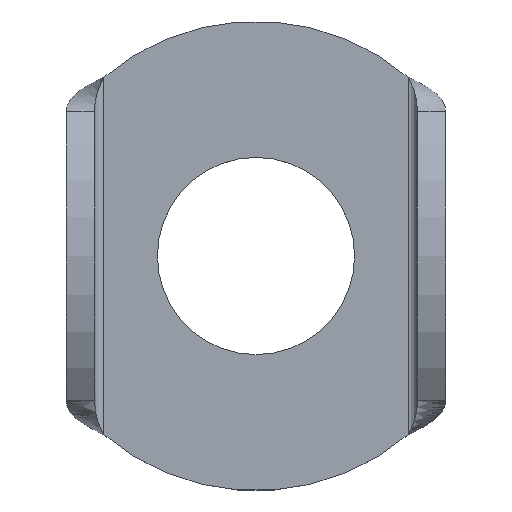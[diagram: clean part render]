
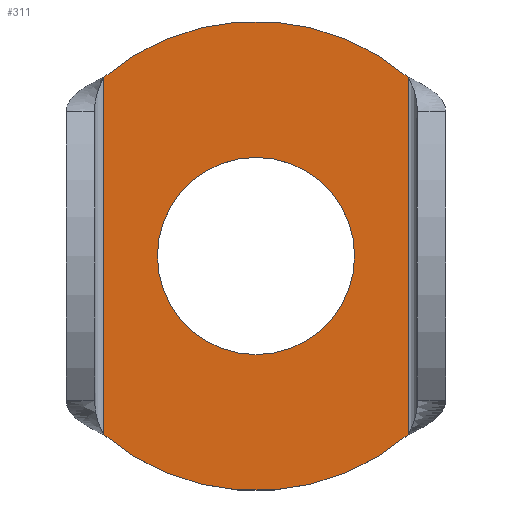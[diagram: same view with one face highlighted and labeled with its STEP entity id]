
A CAD part, top view. The second image highlights one B-rep face of the part: STEP entity #311.
In plain terms, the highlighted planar face has unit normal (0, 0, 1).
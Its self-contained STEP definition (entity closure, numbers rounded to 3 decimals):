
#16=FACE_BOUND('',#71,.T.);
#20=CIRCLE('',#350,12.5);
#21=CIRCLE('',#352,12.5);
#22=CIRCLE('',#354,5.25);
#23=CIRCLE('',#355,5.25);
#29=PLANE('',#353);
#50=FACE_OUTER_BOUND('',#70,.T.);
#70=EDGE_LOOP('',(#249,#250,#251,#252));
#71=EDGE_LOOP('',(#253,#254));
#93=LINE('',#833,#118);
#100=LINE('',#856,#125);
#118=VECTOR('',#385,10.);
#125=VECTOR('',#410,10.);
#145=VERTEX_POINT('',#625);
#150=VERTEX_POINT('',#813);
#156=VERTEX_POINT('',#844);
#159=VERTEX_POINT('',#852);
#160=VERTEX_POINT('',#857);
#161=VERTEX_POINT('',#858);
#182=EDGE_CURVE('',#145,#150,#93,.T.);
#188=EDGE_CURVE('',#145,#156,#20,.T.);
#193=EDGE_CURVE('',#159,#150,#21,.T.);
#194=EDGE_CURVE('',#159,#156,#100,.T.);
#195=EDGE_CURVE('',#160,#161,#22,.T.);
#196=EDGE_CURVE('',#161,#160,#23,.T.);
#249=ORIENTED_EDGE('',*,*,#182,.T.);
#250=ORIENTED_EDGE('',*,*,#193,.F.);
#251=ORIENTED_EDGE('',*,*,#194,.T.);
#252=ORIENTED_EDGE('',*,*,#188,.F.);
#253=ORIENTED_EDGE('',*,*,#195,.T.);
#254=ORIENTED_EDGE('',*,*,#196,.T.);
#311=ADVANCED_FACE('',(#50,#16),#29,.T.);
#350=AXIS2_PLACEMENT_3D('',#845,#398,#399);
#352=AXIS2_PLACEMENT_3D('',#854,#406,#407);
#353=AXIS2_PLACEMENT_3D('',#855,#408,#409);
#354=AXIS2_PLACEMENT_3D('',#859,#411,#412);
#355=AXIS2_PLACEMENT_3D('',#860,#413,#414);
#385=DIRECTION('',(0.,-1.,0.));
#398=DIRECTION('center_axis',(0.,0.,-1.));
#399=DIRECTION('ref_axis',(0.,1.,0.));
#406=DIRECTION('center_axis',(0.,0.,-1.));
#407=DIRECTION('ref_axis',(0.,1.,0.));
#408=DIRECTION('center_axis',(0.,0.,1.));
#409=DIRECTION('ref_axis',(1.,0.,0.));
#410=DIRECTION('',(0.,1.,0.));
#411=DIRECTION('center_axis',(0.,0.,-1.));
#412=DIRECTION('ref_axis',(0.,1.,0.));
#413=DIRECTION('center_axis',(0.,0.,-1.));
#414=DIRECTION('ref_axis',(0.,1.,0.));
#625=CARTESIAN_POINT('',(-8.1,9.521,1.4));
#813=CARTESIAN_POINT('',(-8.1,-9.521,1.4));
#833=CARTESIAN_POINT('',(-8.1,-4.76,1.4));
#844=CARTESIAN_POINT('',(8.1,9.521,1.4));
#845=CARTESIAN_POINT('Origin',(0.,0.,1.4));
#852=CARTESIAN_POINT('',(8.1,-9.521,1.4));
#854=CARTESIAN_POINT('Origin',(0.,0.,1.4));
#855=CARTESIAN_POINT('Origin',(4.384,0.,1.4));
#856=CARTESIAN_POINT('',(8.1,4.76,1.4));
#857=CARTESIAN_POINT('',(0.,5.25,1.4));
#858=CARTESIAN_POINT('',(0.,-5.25,1.4));
#859=CARTESIAN_POINT('Origin',(0.,0.,1.4));
#860=CARTESIAN_POINT('Origin',(0.,0.,1.4));
